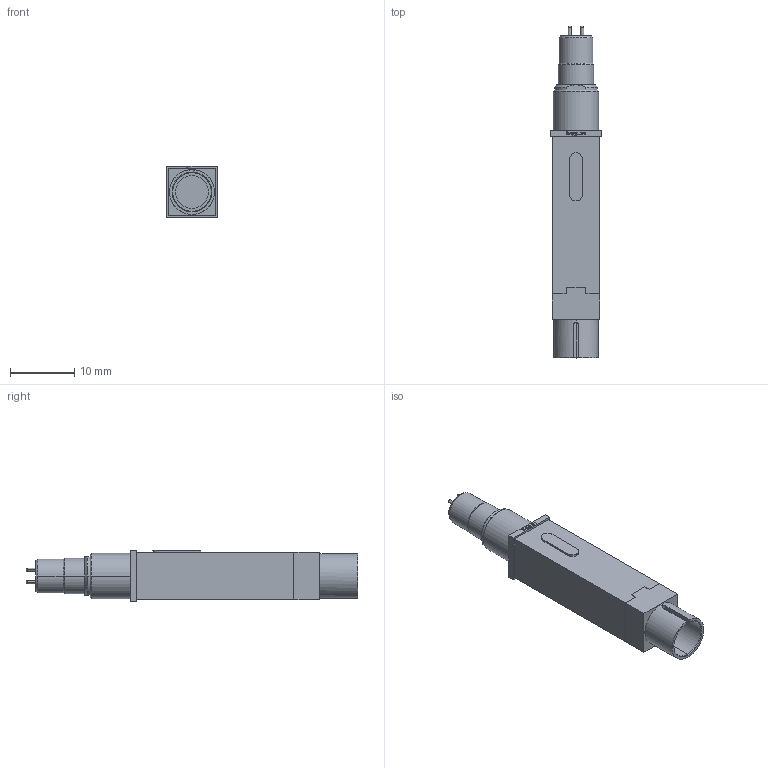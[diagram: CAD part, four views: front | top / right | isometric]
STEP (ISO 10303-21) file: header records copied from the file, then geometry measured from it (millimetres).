
FILE_DESCRIPTION (( 'STEP AP203' ), '1' );
FILE_NAME ('INGUN_HFS-819_355_051_A_xxx42_V8.STEP', '2022-05-09T10:55:50', ( 'ochi' ), ( '' ), 'SwSTEP 2.0', 'SolidWorks 2018', '' );
FILE_SCHEMA (( 'CONFIG_CONTROL_DESIGN' ));
Length unit declared in the file: millimetre
Products named in the file (1): INGUN_HFS-819_355_051_A_xxx42_V8
Bounding box: 8 x 51.8 x 8 mm (x, y, z)
Volume: 2009.8 mm3; surface area: 1722.8 mm2
Topology: 1 solids, 1 shells, 171 faces, 452 edges, 293 vertices
Faces by surface type: plane 97, cylinder 33, bspline 22, cone 15, sphere 4
Entity records: 5537 total; most frequent: CARTESIAN_POINT 1493, ORIENTED_EDGE 880, DIRECTION 718, EDGE_CURVE 440, VERTEX_POINT 285, LINE 258, VECTOR 258, AXIS2_PLACEMENT_3D 230
